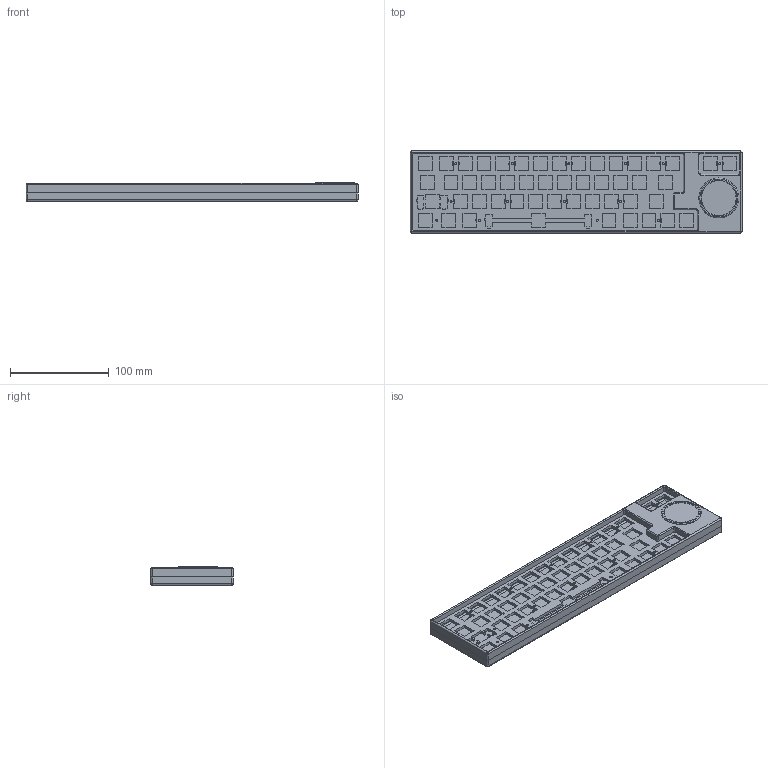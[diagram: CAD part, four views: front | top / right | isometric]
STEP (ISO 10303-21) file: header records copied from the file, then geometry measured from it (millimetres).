
FILE_DESCRIPTION(/* description */ ('STEP AP242','CAx-IF Rec.Pracs.---Representation and Presentation of Product Manufacturing Information (PMI)---4.0---2014-10-13','CAx-IF Rec.Pracs.---3D Tessellated Geometry---0.4---2014-09-14','2;1'),/* implementation_level */ '2;1');
FILE_NAME(/* name */ '6851aaf4dea46470fdf88baf',/* time_stamp */ '2025-06-17T17:50:44Z',/* author */ (''),/* organization */ (''),/* preprocessor_version */ 'ST-DEVELOPER v20',/* originating_system */ 'ONSHAPE BY PTC INC, 1.199',/* authorisation */ ' ');
FILE_SCHEMA (('AP242_MANAGED_MODEL_BASED_3D_ENGINEERING_MIM_LF { 1 0 10303 442 1 1 4 }'));
Length unit declared in the file: metre
Products named in the file (4): Assembly 1; Part 1; Part 3; Part 2
Assembly tree (3 placements, depth 2):
  Assembly 1
    Part 1
    Part 3
    Part 2
Bounding box: 335.39 x 82.98 x 19 mm (x, y, z)
Volume: 139216.6 mm3; surface area: 127490.1 mm2
Topology: 3 solids, 3 shells, 501 faces, 1319 edges, 847 vertices
Faces by surface type: plane 353, cylinder 108, torus 30, sphere 10
Full cylindrical faces by diameter (mm): 2.1 x14, 2.7 x14, 4 x14, 14.7 x4, 35 x1, 40.3 x1
Entity records: 15237 total; most frequent: CARTESIAN_POINT 2627, DIRECTION 2491, ORIENTED_EDGE 2490, EDGE_CURVE 1245, LINE 989, VECTOR 989, VERTEX_POINT 847, AXIS2_PLACEMENT_3D 751
